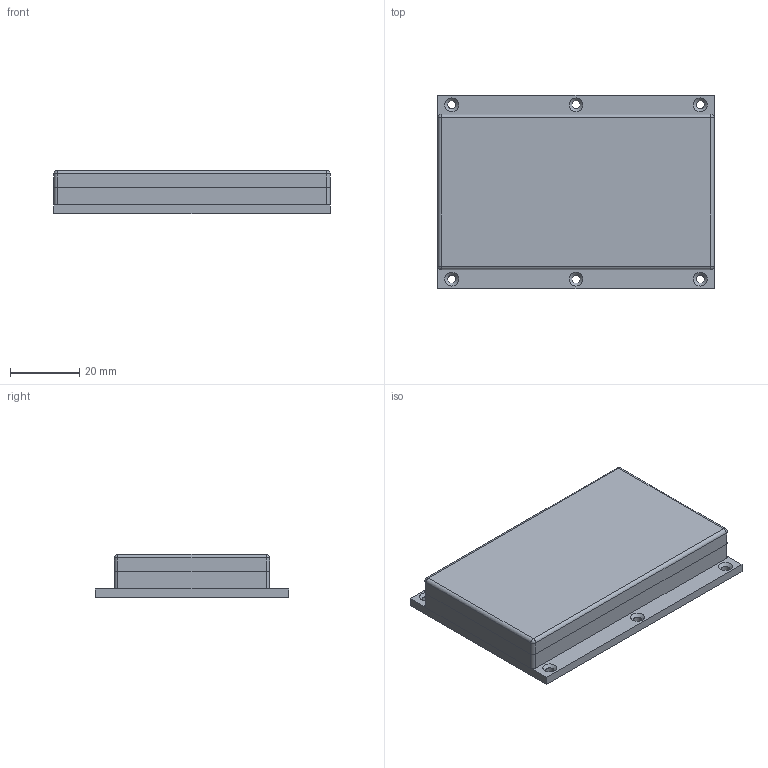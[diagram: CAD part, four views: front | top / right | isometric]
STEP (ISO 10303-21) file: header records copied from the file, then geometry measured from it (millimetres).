
FILE_DESCRIPTION(('FreeCAD Model'),'2;1');
FILE_NAME('Open CASCADE Shape Model','2024-10-14T11:40:21',(''),(''), 'Open CASCADE STEP processor 7.6','FreeCAD','Unknown');
FILE_SCHEMA(('AUTOMOTIVE_DESIGN { 1 0 10303 214 1 1 1 1 }'));
Length unit declared in the file: millimetre
Products named in the file (4): CentelladorV2; Centellador_2; Cuerpo; Centellador_1
Assembly tree (3 placements, depth 2):
  CentelladorV2
    Centellador_2
    Cuerpo
    Centellador_1
Bounding box: 80 x 56 x 12.5 mm (x, y, z)
Volume: 39838.3 mm3; surface area: 21236.7 mm2
Topology: 3 solids, 3 shells, 82 faces, 192 edges, 114 vertices
Faces by surface type: plane 46, cylinder 26, cone 6, sphere 4
Full cylindrical faces by diameter (mm): 2.4 x6
Entity records: 2397 total; most frequent: DIRECTION 414, CARTESIAN_POINT 388, ORIENTED_EDGE 376, EDGE_CURVE 188, AXIS2_PLACEMENT_3D 140, LINE 134, VECTOR 134, VERTEX_POINT 114
